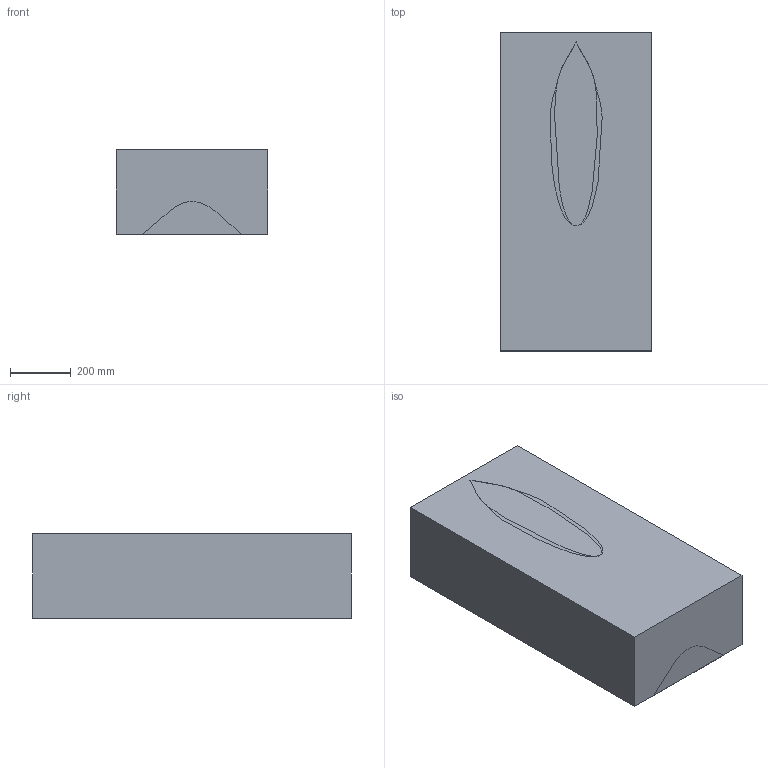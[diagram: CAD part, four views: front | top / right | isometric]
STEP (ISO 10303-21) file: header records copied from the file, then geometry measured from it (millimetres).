
FILE_DESCRIPTION(/* description */ (''),/* implementation_level */ '2;1');
FILE_NAME(/* name */ 'head2 v1.step',/* time_stamp */ '2024-04-14T23:07:49+09:00',/* author */ (''),/* organization */ (''),/* preprocessor_version */ 'ST-DEVELOPER v20',/* originating_system */ 'Autodesk Translation Framework v12.20.1.177',/* authorisation */ '');
FILE_SCHEMA (('AUTOMOTIVE_DESIGN { 1 0 10303 214 3 1 1 }'));
Length unit declared in the file: millimetre
Products named in the file (1): head2
Bounding box: 500 x 1050 x 280.15 mm (x, y, z)
Surface area: 4056116.6 mm2
Topology: 3 solids, 3 shells, 24 faces, 58 edges, 40 vertices
Faces by surface type: plane 13, bspline 11
Entity records: 14512 total; most frequent: CARTESIAN_POINT 14026, ORIENTED_EDGE 116, EDGE_CURVE 58, B_SPLINE_CURVE_WITH_KNOTS 43, DIRECTION 43, VERTEX_POINT 40, FACE_OUTER_BOUND 24, EDGE_LOOP 24
